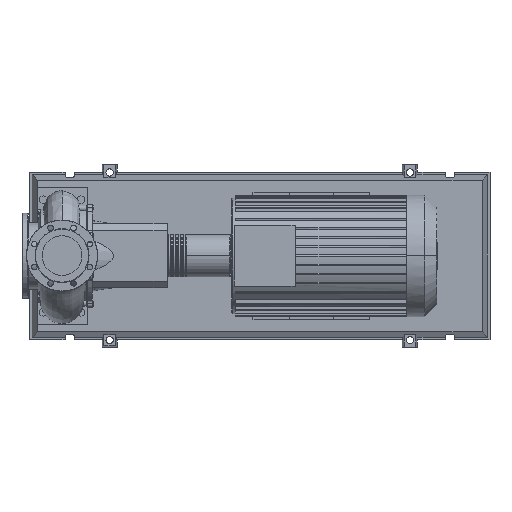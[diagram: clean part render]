
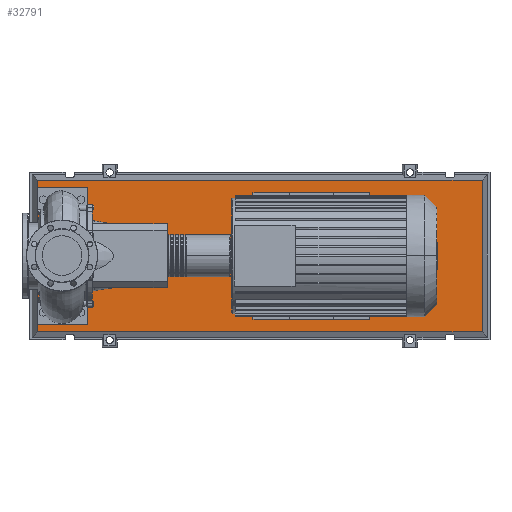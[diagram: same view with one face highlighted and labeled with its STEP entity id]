
A CAD part, top view. The second image highlights one B-rep face of the part: STEP entity #32791.
In plain terms, the highlighted planar face has unit normal (0, 0, 1).
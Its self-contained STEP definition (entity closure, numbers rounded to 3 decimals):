
#32472=CARTESIAN_POINT('',(1678.185,-303.185,123.0));
#32473=VERTEX_POINT('',#32472);
#32480=CARTESIAN_POINT('',(-98.185,-303.185,123.0));
#32481=VERTEX_POINT('',#32480);
#32482=CARTESIAN_POINT('',(1678.185,-303.185,123.0));
#32483=DIRECTION('',(-1.0,0.0,0.0));
#32484=VECTOR('',#32483,1776.37);
#32485=LINE('',#32482,#32484);
#32486=EDGE_CURVE('',#32473,#32481,#32485,.T.);
#32704=CARTESIAN_POINT('',(1678.185,303.185,123.0));
#32705=VERTEX_POINT('',#32704);
#32706=CARTESIAN_POINT('',(1678.185,303.185,123.0));
#32707=DIRECTION('',(0.0,-1.0,0.0));
#32708=VECTOR('',#32707,606.37);
#32709=LINE('',#32706,#32708);
#32710=EDGE_CURVE('',#32705,#32473,#32709,.T.);
#32728=CARTESIAN_POINT('',(-98.185,303.185,123.0));
#32729=VERTEX_POINT('',#32728);
#32730=CARTESIAN_POINT('',(-98.185,-303.185,123.0));
#32731=DIRECTION('',(0.0,1.0,0.0));
#32732=VECTOR('',#32731,606.37);
#32733=LINE('',#32730,#32732);
#32734=EDGE_CURVE('',#32481,#32729,#32733,.T.);
#32767=CARTESIAN_POINT('',(-98.185,303.185,123.0));
#32768=DIRECTION('',(1.0,0.0,0.0));
#32769=VECTOR('',#32768,1776.37);
#32770=LINE('',#32767,#32769);
#32771=EDGE_CURVE('',#32729,#32705,#32770,.T.);
#32780=CARTESIAN_POINT('',(790.,0.,123.0));
#32781=DIRECTION('',(0.0,0.0,1.0));
#32782=DIRECTION('',(1.0,0.0,0.0));
#32783=AXIS2_PLACEMENT_3D('',#32780,#32781,#32782);
#32784=PLANE('',#32783);
#32785=ORIENTED_EDGE('',*,*,#32710,.F.);
#32786=ORIENTED_EDGE('',*,*,#32771,.F.);
#32787=ORIENTED_EDGE('',*,*,#32734,.F.);
#32788=ORIENTED_EDGE('',*,*,#32486,.F.);
#32789=EDGE_LOOP('',(#32785,#32786,#32787,#32788));
#32790=FACE_OUTER_BOUND('',#32789,.T.);
#32791=ADVANCED_FACE('',(#32790),#32784,.T.);
